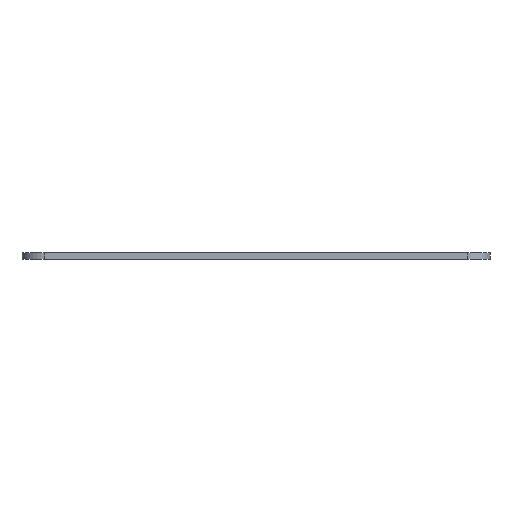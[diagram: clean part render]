
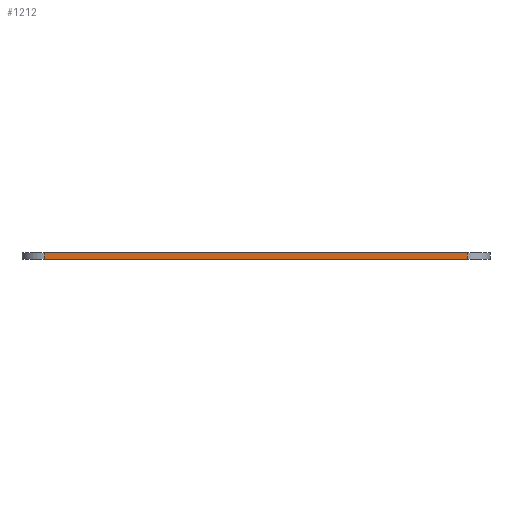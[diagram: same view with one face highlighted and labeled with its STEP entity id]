
A CAD part, front view. The second image highlights one B-rep face of the part: STEP entity #1212.
In plain terms, the highlighted planar face has unit normal (0, -1, 0).
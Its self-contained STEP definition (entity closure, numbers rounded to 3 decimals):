
#38=PLANE('',#1320);
#76=FACE_OUTER_BOUND('',#148,.T.);
#148=EDGE_LOOP('',(#901,#902,#903,#904));
#214=LINE('',#1770,#338);
#222=LINE('',#1792,#346);
#254=LINE('',#1911,#378);
#256=LINE('',#1914,#380);
#338=VECTOR('',#1408,10.);
#346=VECTOR('',#1424,10.);
#378=VECTOR('',#1520,10.);
#380=VECTOR('',#1524,10.);
#517=VERTEX_POINT('',#1763);
#520=VERTEX_POINT('',#1768);
#530=VERTEX_POINT('',#1790);
#585=VERTEX_POINT('',#1909);
#640=EDGE_CURVE('',#520,#517,#214,.T.);
#651=EDGE_CURVE('',#530,#520,#222,.T.);
#710=EDGE_CURVE('',#585,#530,#254,.T.);
#712=EDGE_CURVE('',#517,#585,#256,.T.);
#901=ORIENTED_EDGE('',*,*,#640,.F.);
#902=ORIENTED_EDGE('',*,*,#651,.F.);
#903=ORIENTED_EDGE('',*,*,#710,.F.);
#904=ORIENTED_EDGE('',*,*,#712,.F.);
#1212=ADVANCED_FACE('',(#76),#38,.T.);
#1320=AXIS2_PLACEMENT_3D('',#1913,#1522,#1523);
#1408=DIRECTION('',(0.,0.,1.));
#1424=DIRECTION('',(-1.,0.,0.));
#1520=DIRECTION('',(0.,0.,-1.));
#1522=DIRECTION('center_axis',(0.,-1.,0.));
#1523=DIRECTION('ref_axis',(1.,0.,0.));
#1524=DIRECTION('',(1.,0.,0.));
#1763=CARTESIAN_POINT('',(-30.331,-69.985,1.5));
#1768=CARTESIAN_POINT('',(-30.331,-69.985,0.));
#1770=CARTESIAN_POINT('',(-30.331,-69.985,0.));
#1790=CARTESIAN_POINT('',(63.169,-69.985,0.));
#1792=CARTESIAN_POINT('',(68.169,-69.985,0.));
#1909=CARTESIAN_POINT('',(63.169,-69.985,1.5));
#1911=CARTESIAN_POINT('',(63.169,-69.985,0.));
#1913=CARTESIAN_POINT('Origin',(-35.331,-69.985,0.));
#1914=CARTESIAN_POINT('',(68.169,-69.985,1.5));
